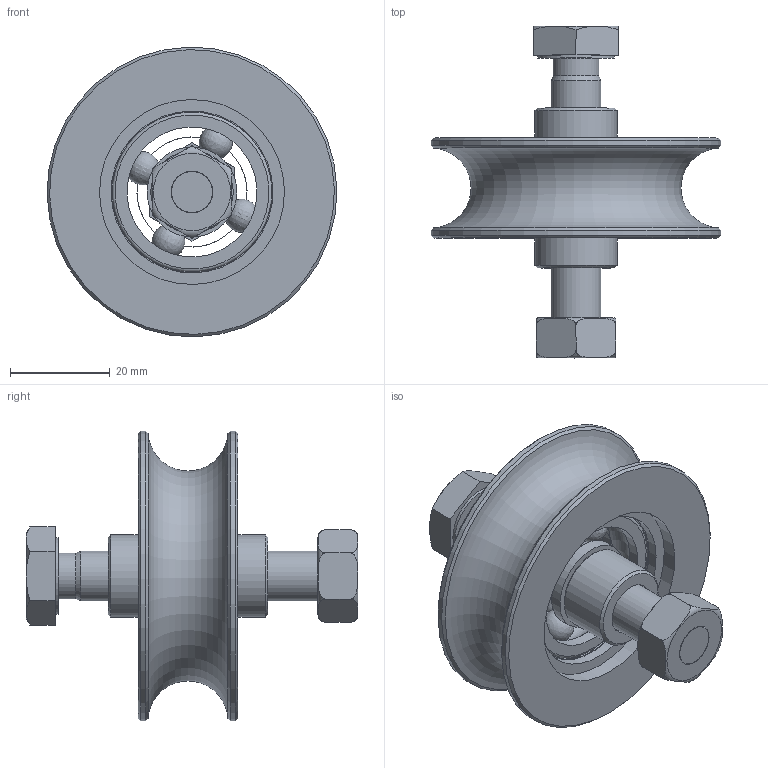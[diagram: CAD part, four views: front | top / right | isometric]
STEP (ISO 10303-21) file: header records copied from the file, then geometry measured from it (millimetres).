
FILE_DESCRIPTION(/* description */ (''),/* implementation_level */ '2;1');
FILE_NAME(/* name */ '20061R16.stp',/* time_stamp */ '2019-08-08T09:01:12+02:00',/* author */ ('DOMINIQUE'),/* organization */ (''),/* preprocessor_version */ 'ST-DEVELOPER v17.2',/* originating_system */ 'Autodesk Inventor 2019',/* authorisation */ '');
FILE_SCHEMA (('AUTOMOTIVE_DESIGN { 1 0 10303 214 3 1 1 }'));
Length unit declared in the file: millimetre
Products named in the file (1): 20061R16
Bounding box: 57.99 x 66.4 x 57.99 mm (x, y, z)
Volume: 35140.5 mm3; surface area: 21230.8 mm2
Topology: 8 solids, 8 shells, 99 faces, 233 edges, 156 vertices
Faces by surface type: plane 34, cylinder 22, cone 20, torus 19, sphere 4
Full cylindrical faces by diameter (mm): 8.376 x1, 9.188 x1, 10 x1, 10.5 x2, 12 x3, 15.4 x1, 16.5 x2, 18 x2, 26 x2, 28 x1, 32 x2, 32.4 x1, 37 x1, 58 x2
Entity records: 3421 total; most frequent: CARTESIAN_POINT 793, DIRECTION 560, ORIENTED_EDGE 466, AXIS2_PLACEMENT_3D 253, EDGE_CURVE 233, VERTEX_POINT 172, CIRCLE 145, EDGE_LOOP 135
